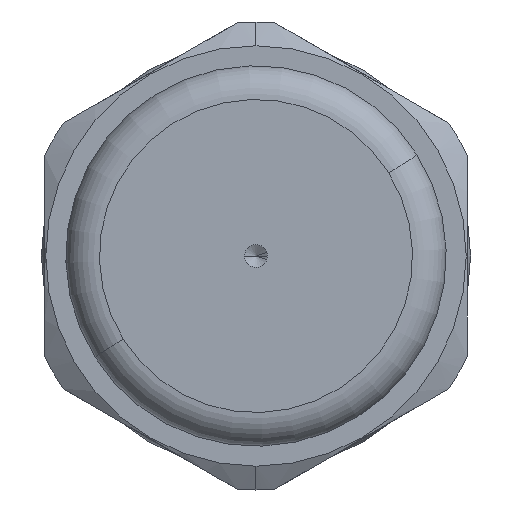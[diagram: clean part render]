
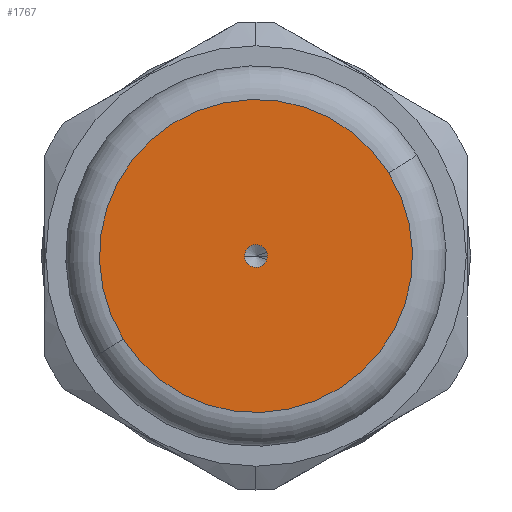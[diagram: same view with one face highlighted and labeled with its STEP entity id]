
A CAD part, left-side view. The second image highlights one B-rep face of the part: STEP entity #1767.
In plain terms, the highlighted planar face has unit normal (-1, 0, 0).
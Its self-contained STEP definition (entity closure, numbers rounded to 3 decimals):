
#53 = VERTEX_POINT ( 'NONE', #19348 ) ;
#1229 = VERTEX_POINT ( 'NONE', #4772 ) ;
#1546 = AXIS2_PLACEMENT_3D ( 'NONE', #22766, #10977, #13018 ) ;
#1767 = ADVANCED_FACE ( 'NONE', ( #23910, #14414 ), #4653, .T. ) ;
#1791 = DIRECTION ( 'NONE',  ( 0., -0.848, 0.531 ) ) ;
#3688 = CARTESIAN_POINT ( 'NONE',  ( -23., 0., 0. ) ) ;
#4653 = PLANE ( 'NONE',  #10468 ) ;
#4772 = CARTESIAN_POINT ( 'NONE',  ( -23., 0.509, -0.318 ) ) ;
#5662 = DIRECTION ( 'NONE',  ( 1., 0., 0. ) ) ;
#5736 = EDGE_CURVE ( 'NONE', #53, #12507, #13091, .T. ) ;
#5996 = EDGE_LOOP ( 'NONE', ( #22672, #14901 ) ) ;
#6200 = CIRCLE ( 'NONE', #24104, 0.6 ) ;
#8262 = AXIS2_PLACEMENT_3D ( 'NONE', #11807, #11726, #21709 ) ;
#10207 = EDGE_CURVE ( 'NONE', #17801, #1229, #6200, .T. ) ;
#10233 = DIRECTION ( 'NONE',  ( 0., 0.848, -0.531 ) ) ;
#10434 = DIRECTION ( 'NONE',  ( 0., -0.848, 0.531 ) ) ;
#10468 = AXIS2_PLACEMENT_3D ( 'NONE', #20393, #12196, #10233 ) ;
#10605 = CARTESIAN_POINT ( 'NONE',  ( -23., 0., 0. ) ) ;
#10977 = DIRECTION ( 'NONE',  ( 1., 0., 0. ) ) ;
#11726 = DIRECTION ( 'NONE',  ( 1., 0., 0. ) ) ;
#11807 = CARTESIAN_POINT ( 'NONE',  ( -23., 0., 0. ) ) ;
#12196 = DIRECTION ( 'NONE',  ( -1., 0., 0. ) ) ;
#12507 = VERTEX_POINT ( 'NONE', #25473 ) ;
#12663 = CIRCLE ( 'NONE', #15117, 0.6 ) ;
#13018 = DIRECTION ( 'NONE',  ( 0., -0.848, 0.531 ) ) ;
#13091 = CIRCLE ( 'NONE', #1546, 8.23 ) ;
#14414 = FACE_OUTER_BOUND ( 'NONE', #5996, .T. ) ;
#14901 = ORIENTED_EDGE ( 'NONE', *, *, #5736, .F. ) ;
#15117 = AXIS2_PLACEMENT_3D ( 'NONE', #10605, #24281, #10434 ) ;
#16076 = EDGE_CURVE ( 'NONE', #12507, #53, #16177, .T. ) ;
#16177 = CIRCLE ( 'NONE', #8262, 8.23 ) ;
#16477 = ORIENTED_EDGE ( 'NONE', *, *, #10207, .T. ) ;
#17801 = VERTEX_POINT ( 'NONE', #24859 ) ;
#17873 = EDGE_LOOP ( 'NONE', ( #16477, #20450 ) ) ;
#19348 = CARTESIAN_POINT ( 'NONE',  ( -23., 6.976, -4.366 ) ) ;
#20393 = CARTESIAN_POINT ( 'NONE',  ( -23., -0.509, 0.318 ) ) ;
#20450 = ORIENTED_EDGE ( 'NONE', *, *, #23658, .T. ) ;
#21709 = DIRECTION ( 'NONE',  ( 0., -0.848, 0.531 ) ) ;
#22672 = ORIENTED_EDGE ( 'NONE', *, *, #16076, .F. ) ;
#22766 = CARTESIAN_POINT ( 'NONE',  ( -23., 0., 0. ) ) ;
#23658 = EDGE_CURVE ( 'NONE', #1229, #17801, #12663, .T. ) ;
#23910 = FACE_BOUND ( 'NONE', #17873, .T. ) ;
#24104 = AXIS2_PLACEMENT_3D ( 'NONE', #3688, #5662, #1791 ) ;
#24281 = DIRECTION ( 'NONE',  ( 1., 0., 0. ) ) ;
#24859 = CARTESIAN_POINT ( 'NONE',  ( -23., -0.509, 0.318 ) ) ;
#25473 = CARTESIAN_POINT ( 'NONE',  ( -23., -6.976, 4.366 ) ) ;
